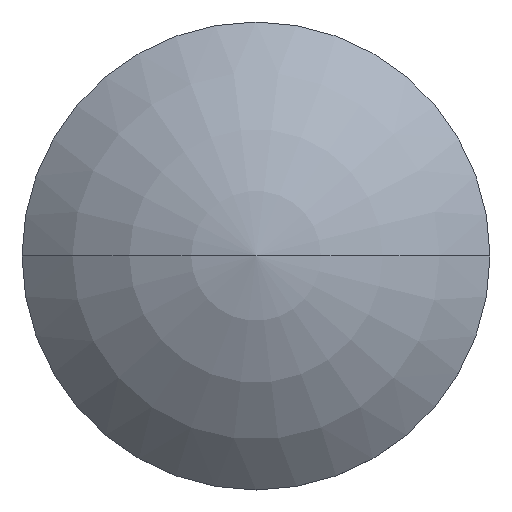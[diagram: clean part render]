
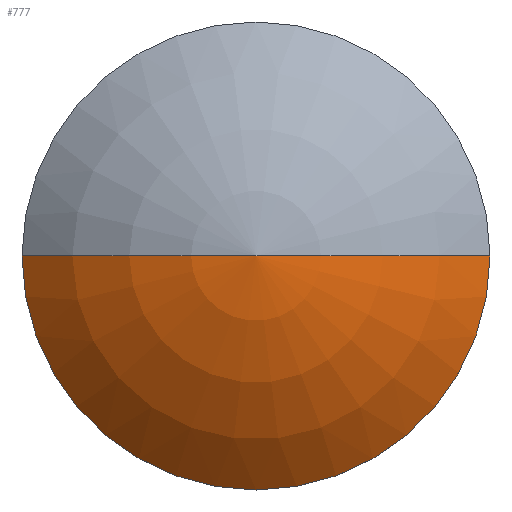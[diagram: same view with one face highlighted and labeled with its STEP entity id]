
A CAD part, top view. The second image highlights one B-rep face of the part: STEP entity #777.
In plain terms, the highlighted toroidal (fillet/blend) face has major radius 1.655 mm and minor radius 18.178 mm.
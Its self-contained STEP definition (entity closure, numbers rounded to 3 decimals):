
#34 = ORIENTED_EDGE ( 'NONE', *, *, #706, .F. ) ;
#74 = CARTESIAN_POINT ( 'NONE',  ( 1.655, 0., -6.503 ) ) ;
#82 = DIRECTION ( 'NONE',  ( 0., 0., -1. ) ) ;
#102 = DIRECTION ( 'NONE',  ( -1., 0., 0. ) ) ;
#107 = FACE_OUTER_BOUND ( 'NONE', #774, .T. ) ;
#134 = DIRECTION ( 'NONE',  ( 0., 0., -1. ) ) ;
#144 = AXIS2_PLACEMENT_3D ( 'NONE', #222, #82, #380 ) ;
#183 = CARTESIAN_POINT ( 'NONE',  ( -1.655, 0., -6.503 ) ) ;
#222 = CARTESIAN_POINT ( 'NONE',  ( 0., 0., 6.3 ) ) ;
#242 = ORIENTED_EDGE ( 'NONE', *, *, #651, .T. ) ;
#261 = CARTESIAN_POINT ( 'NONE',  ( 11.25, 0., 6.3 ) ) ;
#282 = EDGE_CURVE ( 'NONE', #619, #595, #814, .T. ) ;
#283 = CARTESIAN_POINT ( 'NONE',  ( 0., 0., 11.6 ) ) ;
#312 = CIRCLE ( 'NONE', #548, 18.178 ) ;
#319 = DIRECTION ( 'NONE',  ( 0., 1., 0. ) ) ;
#380 = DIRECTION ( 'NONE',  ( -1., 0., 0. ) ) ;
#468 = AXIS2_PLACEMENT_3D ( 'NONE', #549, #697, #102 ) ;
#518 = TOROIDAL_SURFACE ( 'NONE', #468, -1.655, 18.178 ) ;
#537 = DIRECTION ( 'NONE',  ( -1., 0., 0. ) ) ;
#548 = AXIS2_PLACEMENT_3D ( 'NONE', #74, #658, #134 ) ;
#549 = CARTESIAN_POINT ( 'NONE',  ( 0., 0., -6.503 ) ) ;
#556 = CARTESIAN_POINT ( 'NONE',  ( -11.25, 0., 6.3 ) ) ;
#594 = CIRCLE ( 'NONE', #144, 11.25 ) ;
#595 = VERTEX_POINT ( 'NONE', #261 ) ;
#599 = VERTEX_POINT ( 'NONE', #556 ) ;
#619 = VERTEX_POINT ( 'NONE', #283 ) ;
#651 = EDGE_CURVE ( 'NONE', #619, #599, #312, .T. ) ;
#658 = DIRECTION ( 'NONE',  ( 0., -1., 0. ) ) ;
#697 = DIRECTION ( 'NONE',  ( 0., 0., -1. ) ) ;
#706 = EDGE_CURVE ( 'NONE', #595, #599, #594, .T. ) ;
#774 = EDGE_LOOP ( 'NONE', ( #886, #242, #34 ) ) ;
#777 = ADVANCED_FACE ( 'NONE', ( #107 ), #518, .T. ) ;
#814 = CIRCLE ( 'NONE', #955, 18.178 ) ;
#886 = ORIENTED_EDGE ( 'NONE', *, *, #282, .F. ) ;
#955 = AXIS2_PLACEMENT_3D ( 'NONE', #183, #319, #537 ) ;
